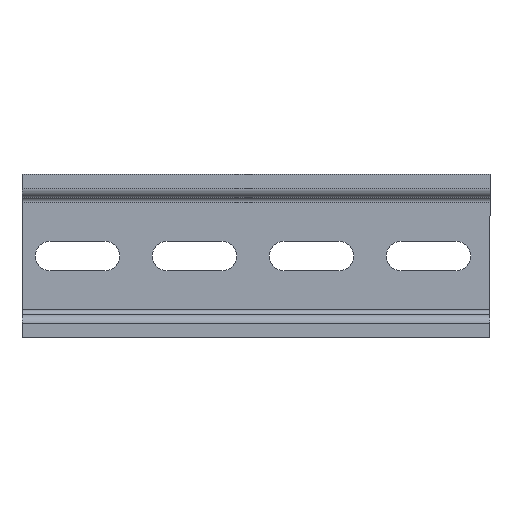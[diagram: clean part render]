
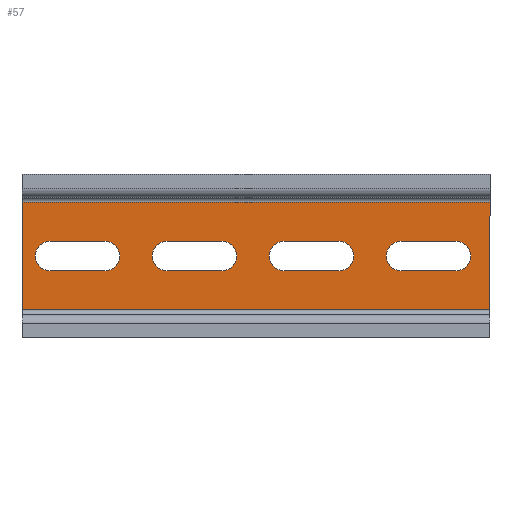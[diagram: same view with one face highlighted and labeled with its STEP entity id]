
A CAD part, top view. The second image highlights one B-rep face of the part: STEP entity #57.
In plain terms, the highlighted planar face has unit normal (0, 0, 1).
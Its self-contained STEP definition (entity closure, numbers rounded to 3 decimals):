
#57=ADVANCED_FACE('',(#549,#551,#553,#555,#557),#559,.T.);
#549=FACE_BOUND('',#550,.T.);
#550=EDGE_LOOP('',(#948,#949,#950,#951));
#551=FACE_BOUND('',#552,.T.);
#552=EDGE_LOOP('',(#952,#953,#954,#955));
#553=FACE_BOUND('',#554,.T.);
#554=EDGE_LOOP('',(#956,#957,#958,#959));
#555=FACE_BOUND('',#556,.T.);
#556=EDGE_LOOP('',(#960,#961,#962,#963));
#557=FACE_BOUND('',#558,.T.);
#558=EDGE_LOOP('',(#964,#965,#966,#967));
#559=PLANE('',#560);
#560=AXIS2_PLACEMENT_3D('',#561,#562,#563);
#561=CARTESIAN_POINT('',(0.,0.,1.));
#562=DIRECTION('',(0.,0.,1.));
#563=DIRECTION('',(-1.,0.,0.));
#948=ORIENTED_EDGE('',*,*,#1196,.T.);
#949=ORIENTED_EDGE('',*,*,#1197,.T.);
#950=ORIENTED_EDGE('',*,*,#1198,.T.);
#951=ORIENTED_EDGE('',*,*,#1199,.T.);
#952=ORIENTED_EDGE('',*,*,#1200,.T.);
#953=ORIENTED_EDGE('',*,*,#1201,.T.);
#954=ORIENTED_EDGE('',*,*,#1202,.T.);
#955=ORIENTED_EDGE('',*,*,#1203,.T.);
#956=ORIENTED_EDGE('',*,*,#1204,.T.);
#957=ORIENTED_EDGE('',*,*,#1205,.T.);
#958=ORIENTED_EDGE('',*,*,#1206,.T.);
#959=ORIENTED_EDGE('',*,*,#1207,.T.);
#960=ORIENTED_EDGE('',*,*,#1208,.T.);
#961=ORIENTED_EDGE('',*,*,#1209,.T.);
#962=ORIENTED_EDGE('',*,*,#1210,.T.);
#963=ORIENTED_EDGE('',*,*,#1211,.T.);
#964=ORIENTED_EDGE('',*,*,#1212,.T.);
#965=ORIENTED_EDGE('',*,*,#1213,.T.);
#966=ORIENTED_EDGE('',*,*,#1214,.T.);
#967=ORIENTED_EDGE('',*,*,#1215,.T.);
#1196=EDGE_CURVE('',#1340,#1341,#1342,.T.);
#1197=EDGE_CURVE('',#1341,#1343,#1344,.T.);
#1198=EDGE_CURVE('',#1343,#1345,#1346,.T.);
#1199=EDGE_CURVE('',#1345,#1340,#1347,.T.);
#1200=EDGE_CURVE('',#1348,#1349,#1350,.F.);
#1201=EDGE_CURVE('',#1349,#1351,#1352,.F.);
#1202=EDGE_CURVE('',#1351,#1353,#1354,.F.);
#1203=EDGE_CURVE('',#1353,#1348,#1355,.F.);
#1204=EDGE_CURVE('',#1356,#1357,#1358,.F.);
#1205=EDGE_CURVE('',#1357,#1359,#1360,.F.);
#1206=EDGE_CURVE('',#1359,#1361,#1362,.F.);
#1207=EDGE_CURVE('',#1361,#1356,#1363,.F.);
#1208=EDGE_CURVE('',#1364,#1365,#1366,.F.);
#1209=EDGE_CURVE('',#1365,#1367,#1368,.F.);
#1210=EDGE_CURVE('',#1367,#1369,#1370,.F.);
#1211=EDGE_CURVE('',#1369,#1364,#1371,.F.);
#1212=EDGE_CURVE('',#1372,#1373,#1374,.F.);
#1213=EDGE_CURVE('',#1373,#1375,#1376,.F.);
#1214=EDGE_CURVE('',#1375,#1377,#1378,.F.);
#1215=EDGE_CURVE('',#1377,#1372,#1379,.F.);
#1340=VERTEX_POINT('',#1584);
#1341=VERTEX_POINT('',#1585);
#1342=LINE('',#1586,#1587);
#1343=VERTEX_POINT('',#1589);
#1344=LINE('',#1590,#1591);
#1345=VERTEX_POINT('',#1593);
#1346=LINE('',#1594,#1595);
#1347=LINE('',#1597,#1598);
#1348=VERTEX_POINT('',#1600);
#1349=VERTEX_POINT('',#1601);
#1350=LINE('',#1602,#1603);
#1351=VERTEX_POINT('',#1605);
#1352=CIRCLE('',#1606,3.15);
#1353=VERTEX_POINT('',#1610);
#1354=LINE('',#1611,#1612);
#1355=CIRCLE('',#1614,3.15);
#1356=VERTEX_POINT('',#1618);
#1357=VERTEX_POINT('',#1619);
#1358=LINE('',#1620,#1621);
#1359=VERTEX_POINT('',#1623);
#1360=CIRCLE('',#1624,3.15);
#1361=VERTEX_POINT('',#1628);
#1362=LINE('',#1629,#1630);
#1363=CIRCLE('',#1632,3.15);
#1364=VERTEX_POINT('',#1636);
#1365=VERTEX_POINT('',#1637);
#1366=LINE('',#1638,#1639);
#1367=VERTEX_POINT('',#1641);
#1368=CIRCLE('',#1642,3.15);
#1369=VERTEX_POINT('',#1646);
#1370=LINE('',#1647,#1648);
#1371=CIRCLE('',#1650,3.15);
#1372=VERTEX_POINT('',#1654);
#1373=VERTEX_POINT('',#1655);
#1374=CIRCLE('',#1656,3.15);
#1375=VERTEX_POINT('',#1660);
#1376=LINE('',#1661,#1662);
#1377=VERTEX_POINT('',#1664);
#1378=CIRCLE('',#1665,3.15);
#1379=LINE('',#1669,#1670);
#1584=CARTESIAN_POINT('',(-100.,-11.5,1.));
#1585=CARTESIAN_POINT('',(0.,-11.5,1.));
#1586=CARTESIAN_POINT('',(-100.,-11.5,1.));
#1587=VECTOR('',#1588,1.);
#1588=DIRECTION('',(1.,0.,0.));
#1589=CARTESIAN_POINT('',(0.,11.5,1.));
#1590=CARTESIAN_POINT('',(0.,-11.5,1.));
#1591=VECTOR('',#1592,1.);
#1592=DIRECTION('',(0.,1.,0.));
#1593=CARTESIAN_POINT('',(-100.,11.5,1.));
#1594=CARTESIAN_POINT('',(0.,11.5,1.));
#1595=VECTOR('',#1596,1.);
#1596=DIRECTION('',(-1.,0.,0.));
#1597=CARTESIAN_POINT('',(-100.,11.5,1.));
#1598=VECTOR('',#1599,1.);
#1599=DIRECTION('',(0.,-1.,0.));
#1600=CARTESIAN_POINT('',(-57.3,-3.15,1.));
#1601=CARTESIAN_POINT('',(-69.,-3.15,1.));
#1602=CARTESIAN_POINT('',(-69.,-3.15,1.));
#1603=VECTOR('',#1604,1.);
#1604=DIRECTION('',(1.,0.,0.));
#1605=CARTESIAN_POINT('',(-69.,3.15,1.));
#1606=AXIS2_PLACEMENT_3D('',#1607,#1608,#1609);
#1607=CARTESIAN_POINT('',(-69.,0.,1.));
#1608=DIRECTION('',(0.,0.,1.));
#1609=DIRECTION('',(0.,1.,0.));
#1610=CARTESIAN_POINT('',(-57.3,3.15,1.));
#1611=CARTESIAN_POINT('',(-57.3,3.15,1.));
#1612=VECTOR('',#1613,1.);
#1613=DIRECTION('',(-1.,0.,0.));
#1614=AXIS2_PLACEMENT_3D('',#1615,#1616,#1617);
#1615=CARTESIAN_POINT('',(-57.3,0.,1.));
#1616=DIRECTION('',(0.,0.,1.));
#1617=DIRECTION('',(0.,-1.,0.));
#1618=CARTESIAN_POINT('',(-32.3,-3.15,1.));
#1619=CARTESIAN_POINT('',(-44.,-3.15,1.));
#1620=CARTESIAN_POINT('',(-44.,-3.15,1.));
#1621=VECTOR('',#1622,1.);
#1622=DIRECTION('',(1.,0.,0.));
#1623=CARTESIAN_POINT('',(-44.,3.15,1.));
#1624=AXIS2_PLACEMENT_3D('',#1625,#1626,#1627);
#1625=CARTESIAN_POINT('',(-44.,0.,1.));
#1626=DIRECTION('',(0.,0.,1.));
#1627=DIRECTION('',(0.,1.,0.));
#1628=CARTESIAN_POINT('',(-32.3,3.15,1.));
#1629=CARTESIAN_POINT('',(-32.3,3.15,1.));
#1630=VECTOR('',#1631,1.);
#1631=DIRECTION('',(-1.,0.,0.));
#1632=AXIS2_PLACEMENT_3D('',#1633,#1634,#1635);
#1633=CARTESIAN_POINT('',(-32.3,0.,1.));
#1634=DIRECTION('',(0.,0.,1.));
#1635=DIRECTION('',(0.,-1.,0.));
#1636=CARTESIAN_POINT('',(-7.3,-3.15,1.));
#1637=CARTESIAN_POINT('',(-19.,-3.15,1.));
#1638=CARTESIAN_POINT('',(-19.,-3.15,1.));
#1639=VECTOR('',#1640,1.);
#1640=DIRECTION('',(1.,0.,0.));
#1641=CARTESIAN_POINT('',(-19.,3.15,1.));
#1642=AXIS2_PLACEMENT_3D('',#1643,#1644,#1645);
#1643=CARTESIAN_POINT('',(-19.,0.,1.));
#1644=DIRECTION('',(0.,0.,1.));
#1645=DIRECTION('',(0.,1.,0.));
#1646=CARTESIAN_POINT('',(-7.3,3.15,1.));
#1647=CARTESIAN_POINT('',(-7.3,3.15,1.));
#1648=VECTOR('',#1649,1.);
#1649=DIRECTION('',(-1.,0.,0.));
#1650=AXIS2_PLACEMENT_3D('',#1651,#1652,#1653);
#1651=CARTESIAN_POINT('',(-7.3,0.,1.));
#1652=DIRECTION('',(0.,0.,1.));
#1653=DIRECTION('',(0.,-1.,0.));
#1654=CARTESIAN_POINT('',(-94.,-3.15,1.));
#1655=CARTESIAN_POINT('',(-94.,3.15,1.));
#1656=AXIS2_PLACEMENT_3D('',#1657,#1658,#1659);
#1657=CARTESIAN_POINT('',(-94.,0.,1.));
#1658=DIRECTION('',(0.,0.,1.));
#1659=DIRECTION('',(0.,1.,0.));
#1660=CARTESIAN_POINT('',(-82.3,3.15,1.));
#1661=CARTESIAN_POINT('',(-82.3,3.15,1.));
#1662=VECTOR('',#1663,1.);
#1663=DIRECTION('',(-1.,0.,0.));
#1664=CARTESIAN_POINT('',(-82.3,-3.15,1.));
#1665=AXIS2_PLACEMENT_3D('',#1666,#1667,#1668);
#1666=CARTESIAN_POINT('',(-82.3,0.,1.));
#1667=DIRECTION('',(0.,0.,1.));
#1668=DIRECTION('',(0.,-1.,0.));
#1669=CARTESIAN_POINT('',(-94.,-3.15,1.));
#1670=VECTOR('',#1671,1.);
#1671=DIRECTION('',(1.,0.,0.));
